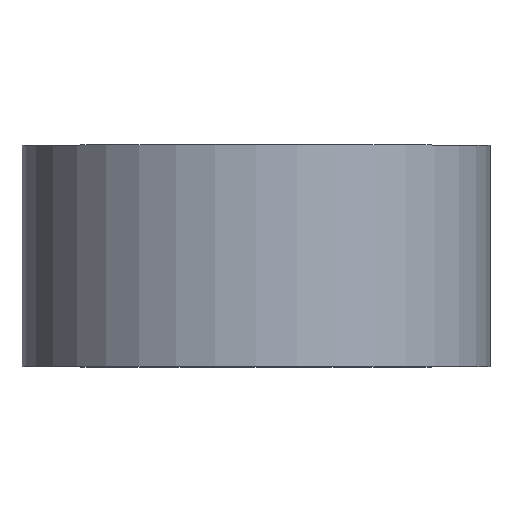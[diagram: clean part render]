
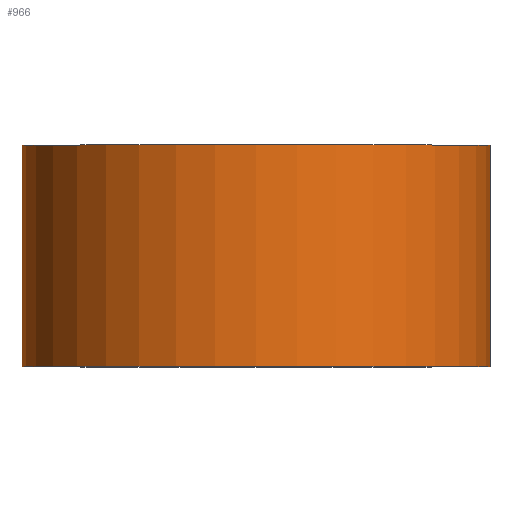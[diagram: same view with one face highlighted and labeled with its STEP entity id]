
A CAD part, top view. The second image highlights one B-rep face of the part: STEP entity #966.
In plain terms, the highlighted cylindrical face has radius 112 mm (diameter 224 mm), a full revolution.
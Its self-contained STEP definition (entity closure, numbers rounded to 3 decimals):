
#932=CARTESIAN_POINT('',(-112.,-53.,0.0));
#933=VERTEX_POINT('',#932);
#934=CARTESIAN_POINT('',(0.0,-53.,0.0));
#935=DIRECTION('',(0.0,1.0,0.0));
#936=DIRECTION('',(-1.0,0.0,0.0));
#937=AXIS2_PLACEMENT_3D('',#934,#935,#936);
#938=CIRCLE('',#937,112.);
#939=EDGE_CURVE('',#933,#933,#938,.T.);
#947=CARTESIAN_POINT('',(0.0,0.0,0.0));
#948=DIRECTION('',(0.0,1.0,0.0));
#949=DIRECTION('',(-1.0,0.0,0.0));
#950=AXIS2_PLACEMENT_3D('',#947,#948,#949);
#951=CYLINDRICAL_SURFACE('',#950,112.);
#952=CARTESIAN_POINT('',(-112.,53.,0.0));
#953=VERTEX_POINT('',#952);
#954=CARTESIAN_POINT('',(0.0,53.,0.0));
#955=DIRECTION('',(0.0,1.0,0.0));
#956=DIRECTION('',(-1.0,0.0,0.0));
#957=AXIS2_PLACEMENT_3D('',#954,#955,#956);
#958=CIRCLE('',#957,112.);
#959=EDGE_CURVE('',#953,#953,#958,.T.);
#960=ORIENTED_EDGE('',*,*,#959,.F.);
#961=EDGE_LOOP('',(#960));
#962=FACE_OUTER_BOUND('',#961,.T.);
#963=ORIENTED_EDGE('',*,*,#939,.T.);
#964=EDGE_LOOP('',(#963));
#965=FACE_BOUND('',#964,.T.);
#966=ADVANCED_FACE('',(#962,#965),#951,.T.);
